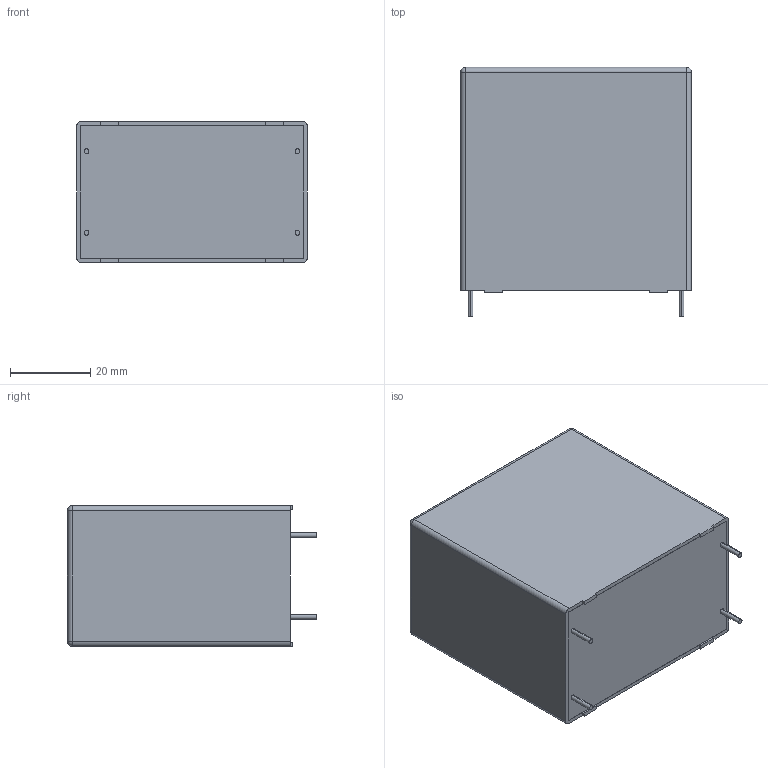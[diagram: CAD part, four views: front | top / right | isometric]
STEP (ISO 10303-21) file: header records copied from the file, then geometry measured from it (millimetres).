
FILE_DESCRIPTION (( 'STEP AP214' ), '1' );
FILE_NAME ('EZPV1B356MTC.STEP', '2021-04-13T11:55:28', ( '' ), ( '' ), 'SwSTEP 2.0', 'SolidWorks 2017', '' );
FILE_SCHEMA (( 'AUTOMOTIVE_DESIGN' ));
Length unit declared in the file: millimetre
Products named in the file (1): EZPV1B356MTC
Bounding box: 57.5 x 62 x 35 mm (x, y, z)
Volume: 111607.5 mm3; surface area: 18226.1 mm2
Topology: 6 solids, 6 shells, 68 faces, 160 edges, 100 vertices
Faces by surface type: plane 40, cylinder 24, sphere 4
Entity records: 1991 total; most frequent: DIRECTION 342, CARTESIAN_POINT 325, ORIENTED_EDGE 312, EDGE_CURVE 156, AXIS2_PLACEMENT_3D 117, VECTOR 108, LINE 108, VERTEX_POINT 100
